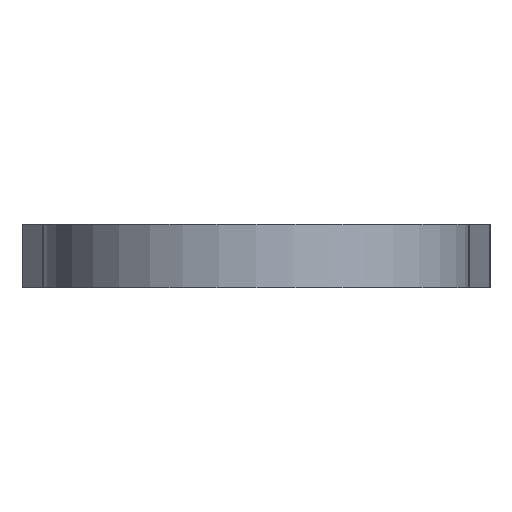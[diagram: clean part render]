
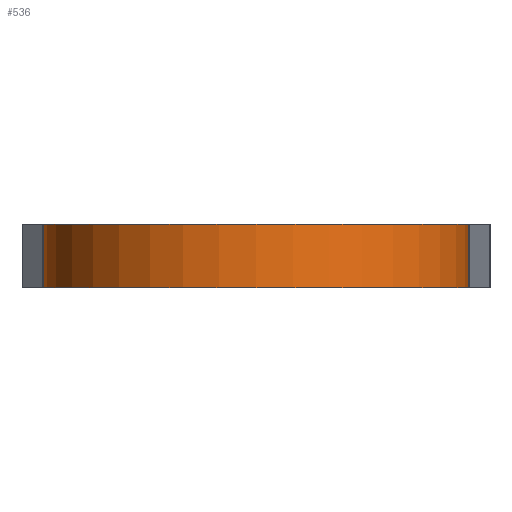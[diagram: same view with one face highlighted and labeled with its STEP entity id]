
A CAD part, front view. The second image highlights one B-rep face of the part: STEP entity #536.
In plain terms, the highlighted cylindrical face has radius 10 mm (diameter 20 mm), a partial arc.
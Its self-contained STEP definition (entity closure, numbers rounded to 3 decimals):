
#10 = DIRECTION ( 'NONE',  ( 0., 0., 1. ) ) ;
#17 = CIRCLE ( 'NONE', #426, 10. ) ;
#18 = VECTOR ( 'NONE', #372, 1000. ) ;
#22 = ORIENTED_EDGE ( 'NONE', *, *, #434, .F. ) ;
#23 = ORIENTED_EDGE ( 'NONE', *, *, #275, .T. ) ;
#26 = CYLINDRICAL_SURFACE ( 'NONE', #382, 10. ) ;
#27 = EDGE_CURVE ( 'NONE', #497, #276, #476, .T. ) ;
#115 = VECTOR ( 'NONE', #484, 1000. ) ;
#138 = DIRECTION ( 'NONE',  ( -1., 0., 0. ) ) ;
#172 = CIRCLE ( 'NONE', #356, 10. ) ;
#175 = CARTESIAN_POINT ( 'NONE',  ( 11., -56., 3. ) ) ;
#183 = CARTESIAN_POINT ( 'NONE',  ( 1., -56., 3. ) ) ;
#275 = EDGE_CURVE ( 'NONE', #551, #656, #433, .T. ) ;
#276 = VERTEX_POINT ( 'NONE', #371 ) ;
#289 = EDGE_LOOP ( 'NONE', ( #447, #330, #22, #23 ) ) ;
#317 = CARTESIAN_POINT ( 'NONE',  ( 21., -56., 3. ) ) ;
#330 = ORIENTED_EDGE ( 'NONE', *, *, #27, .F. ) ;
#338 = CARTESIAN_POINT ( 'NONE',  ( 11., -56., 0. ) ) ;
#351 = FACE_OUTER_BOUND ( 'NONE', #289, .T. ) ;
#356 = AXIS2_PLACEMENT_3D ( 'NONE', #175, #10, #715 ) ;
#371 = CARTESIAN_POINT ( 'NONE',  ( 21., -56., 0. ) ) ;
#372 = DIRECTION ( 'NONE',  ( 0., 0., -1. ) ) ;
#382 = AXIS2_PLACEMENT_3D ( 'NONE', #410, #517, #138 ) ;
#388 = EDGE_CURVE ( 'NONE', #656, #276, #17, .T. ) ;
#389 = DIRECTION ( 'NONE',  ( 1., 0., 0. ) ) ;
#410 = CARTESIAN_POINT ( 'NONE',  ( 11., -56., 3. ) ) ;
#426 = AXIS2_PLACEMENT_3D ( 'NONE', #338, #609, #389 ) ;
#433 = LINE ( 'NONE', #703, #115 ) ;
#434 = EDGE_CURVE ( 'NONE', #551, #497, #172, .T. ) ;
#447 = ORIENTED_EDGE ( 'NONE', *, *, #388, .T. ) ;
#476 = LINE ( 'NONE', #317, #18 ) ;
#484 = DIRECTION ( 'NONE',  ( 0., 0., -1. ) ) ;
#497 = VERTEX_POINT ( 'NONE', #616 ) ;
#517 = DIRECTION ( 'NONE',  ( 0., 0., -1. ) ) ;
#536 = ADVANCED_FACE ( 'NONE', ( #351 ), #26, .T. ) ;
#551 = VERTEX_POINT ( 'NONE', #183 ) ;
#609 = DIRECTION ( 'NONE',  ( 0., 0., 1. ) ) ;
#616 = CARTESIAN_POINT ( 'NONE',  ( 21., -56., 3. ) ) ;
#632 = CARTESIAN_POINT ( 'NONE',  ( 1., -56., 0. ) ) ;
#656 = VERTEX_POINT ( 'NONE', #632 ) ;
#703 = CARTESIAN_POINT ( 'NONE',  ( 1., -56., 3. ) ) ;
#715 = DIRECTION ( 'NONE',  ( 1., 0., 0. ) ) ;
